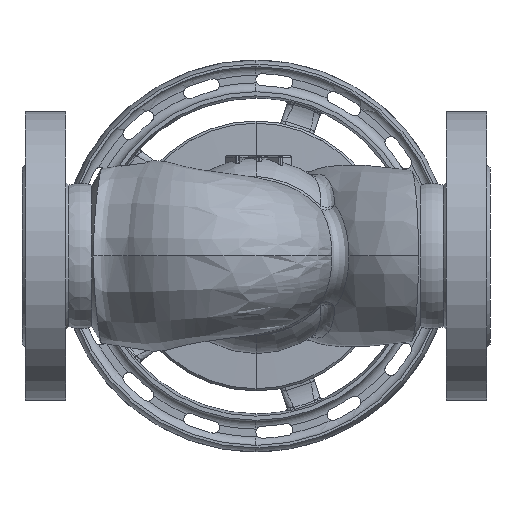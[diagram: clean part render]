
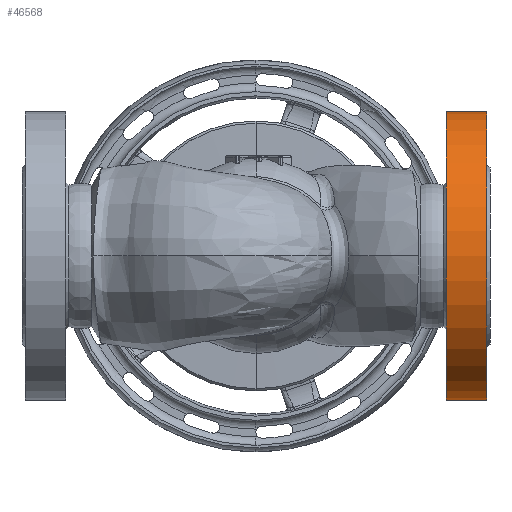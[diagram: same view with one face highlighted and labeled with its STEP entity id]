
A CAD part, front view. The second image highlights one B-rep face of the part: STEP entity #46568.
In plain terms, the highlighted cylindrical face has radius 132.5 mm (diameter 265 mm), a partial arc.
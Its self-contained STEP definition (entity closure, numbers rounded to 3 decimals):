
#676 = CARTESIAN_POINT ( 'NONE',  ( 175., 0., -132.5 ) ) ;
#3122 = CARTESIAN_POINT ( 'NONE',  ( -217., 0., 0. ) ) ;
#3220 = CIRCLE ( 'NONE', #50683, 132.5 ) ;
#3297 = AXIS2_PLACEMENT_3D ( 'NONE', #63096, #31189, #68395 ) ;
#3914 = VERTEX_POINT ( 'NONE', #44025 ) ;
#6433 = VECTOR ( 'NONE', #39910, 1000. ) ;
#7456 = CIRCLE ( 'NONE', #3297, 132.5 ) ;
#8805 = CARTESIAN_POINT ( 'NONE',  ( 212., 0., 132.5 ) ) ;
#11458 = CARTESIAN_POINT ( 'NONE',  ( -217., 0., 132.5 ) ) ;
#12517 = VERTEX_POINT ( 'NONE', #8805 ) ;
#18594 = ORIENTED_EDGE ( 'NONE', *, *, #60499, .T. ) ;
#20579 = LINE ( 'NONE', #29206, #6433 ) ;
#20768 = FACE_OUTER_BOUND ( 'NONE', #33299, .T. ) ;
#21835 = VECTOR ( 'NONE', #59248, 1000. ) ;
#27250 = CARTESIAN_POINT ( 'NONE',  ( 212., 0., 0. ) ) ;
#29206 = CARTESIAN_POINT ( 'NONE',  ( -217., 0., -132.5 ) ) ;
#31189 = DIRECTION ( 'NONE',  ( -1., 0., 0. ) ) ;
#31254 = ORIENTED_EDGE ( 'NONE', *, *, #47142, .T. ) ;
#32257 = EDGE_CURVE ( 'NONE', #42643, #3914, #7456, .T. ) ;
#32641 = DIRECTION ( 'NONE',  ( 0., 0., 1. ) ) ;
#33299 = EDGE_LOOP ( 'NONE', ( #61206, #31254, #18594, #50700 ) ) ;
#39910 = DIRECTION ( 'NONE',  ( -1., 0., 0. ) ) ;
#40629 = DIRECTION ( 'NONE',  ( -1., 0., 0. ) ) ;
#42643 = VERTEX_POINT ( 'NONE', #676 ) ;
#44025 = CARTESIAN_POINT ( 'NONE',  ( 175., 0., 132.5 ) ) ;
#45959 = DIRECTION ( 'NONE',  ( 0., 0., 1. ) ) ;
#46153 = AXIS2_PLACEMENT_3D ( 'NONE', #3122, #40629, #45959 ) ;
#46568 = ADVANCED_FACE ( 'NONE', ( #20768 ), #61632, .T. ) ;
#47142 = EDGE_CURVE ( 'NONE', #48179, #12517, #3220, .T. ) ;
#48179 = VERTEX_POINT ( 'NONE', #67646 ) ;
#50683 = AXIS2_PLACEMENT_3D ( 'NONE', #27250, #64533, #32641 ) ;
#50700 = ORIENTED_EDGE ( 'NONE', *, *, #32257, .F. ) ;
#59248 = DIRECTION ( 'NONE',  ( -1., 0., 0. ) ) ;
#60499 = EDGE_CURVE ( 'NONE', #12517, #3914, #62740, .T. ) ;
#61206 = ORIENTED_EDGE ( 'NONE', *, *, #66235, .F. ) ;
#61632 = CYLINDRICAL_SURFACE ( 'NONE', #46153, 132.5 ) ;
#62740 = LINE ( 'NONE', #11458, #21835 ) ;
#63096 = CARTESIAN_POINT ( 'NONE',  ( 175., 0., 0. ) ) ;
#64533 = DIRECTION ( 'NONE',  ( -1., 0., 0. ) ) ;
#66235 = EDGE_CURVE ( 'NONE', #48179, #42643, #20579, .T. ) ;
#67646 = CARTESIAN_POINT ( 'NONE',  ( 212., 0., -132.5 ) ) ;
#68395 = DIRECTION ( 'NONE',  ( 0., 0., 1. ) ) ;
